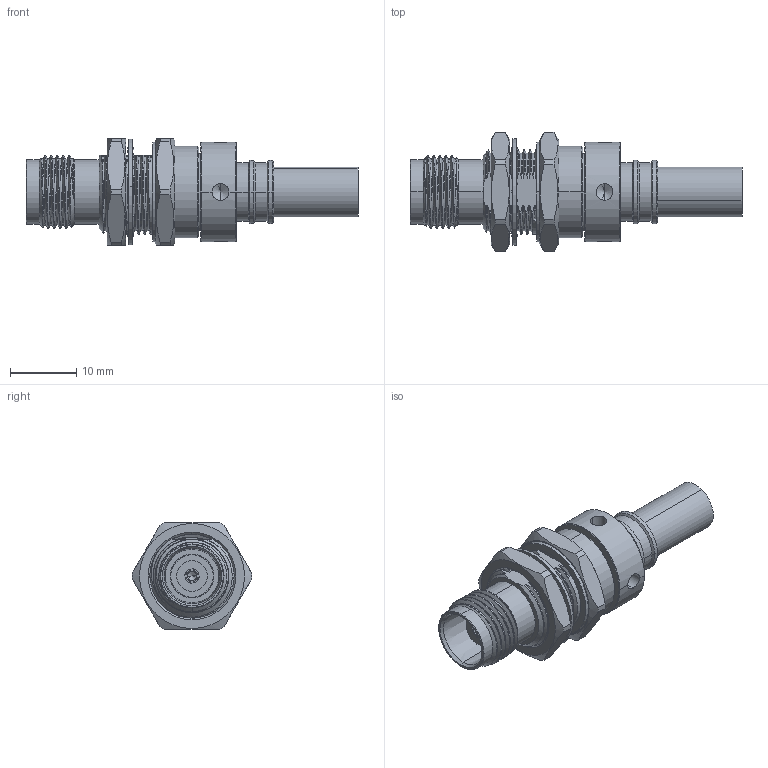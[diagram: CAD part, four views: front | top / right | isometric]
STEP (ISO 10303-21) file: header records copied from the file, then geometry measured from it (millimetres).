
FILE_DESCRIPTION (( 'STEP AP214' ), '1' );
FILE_NAME ('3190-8009 for customer.STEP', '2020-01-22T02:29:07', ( '' ), ( '' ), 'SwSTEP 2.0', 'SolidWorks 2017', '' );
FILE_SCHEMA (( 'AUTOMOTIVE_DESIGN' ));
Length unit declared in the file: millimetre
Products named in the file (1): 3190-8009 for customer
Bounding box: 50 x 18 x 16 mm (x, y, z)
Volume: 4460.8 mm3; surface area: 4436.5 mm2
Topology: 3 solids, 3 shells, 356 faces, 1025 edges, 682 vertices
Faces by surface type: cylinder 132, bspline 100, cone 62, plane 58, torus 4
Entity records: 30931 total; most frequent: CARTESIAN_POINT 18711, ORIENTED_EDGE 2030, DIRECTION 1349, EDGE_CURVE 1015, VERTEX_POINT 682, AXIS2_PLACEMENT_3D 536, EDGE_LOOP 385, B_SPLINE_CURVE_WITH_KNOTS 371
